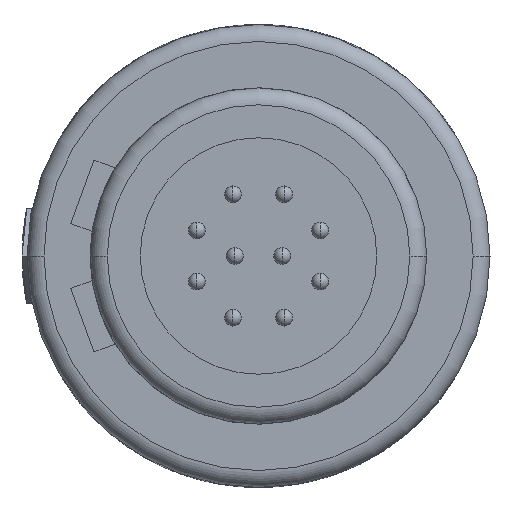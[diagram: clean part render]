
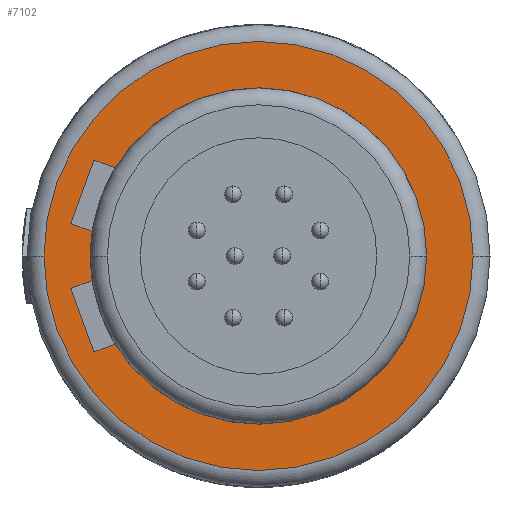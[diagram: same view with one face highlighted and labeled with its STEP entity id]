
A CAD part, left-side view. The second image highlights one B-rep face of the part: STEP entity #7102.
In plain terms, the highlighted planar face has unit normal (-1, 0, 0).
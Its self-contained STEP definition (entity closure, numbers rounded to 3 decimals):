
#1964=CARTESIAN_POINT('',(-6.7,0.,0.));
#1965=DIRECTION('',(-1.,0.,0.));
#1966=DIRECTION('',(0.,-1.,0.));
#1967=AXIS2_PLACEMENT_3D('',#1964,#1965,#1966);
#1969=CARTESIAN_POINT('',(-6.7,0.,0.));
#1970=DIRECTION('',(-1.,0.,0.));
#1971=DIRECTION('',(0.,1.,0.));
#1972=AXIS2_PLACEMENT_3D('',#1969,#1970,#1971);
#1974=DIRECTION('',(0.,0.94,-0.342));
#1975=VECTOR('',#1974,0.677);
#1976=CARTESIAN_POINT('',(-6.7,4.238,-2.607));
#1977=LINE('',#1976,#1975);
#1978=DIRECTION('',(0.,0.94,0.342));
#1979=VECTOR('',#1978,0.677);
#1980=CARTESIAN_POINT('',(-6.7,4.238,2.607));
#1981=LINE('',#1980,#1979);
#1982=DIRECTION('',(0.,-0.342,0.94));
#1983=VECTOR('',#1982,2.);
#1984=CARTESIAN_POINT('',(-6.7,5.557,0.959));
#1985=LINE('',#1984,#1983);
#1986=DIRECTION('',(0.,0.94,0.342));
#1987=VECTOR('',#1986,0.677);
#1988=CARTESIAN_POINT('',(-6.7,4.922,0.727));
#1989=LINE('',#1988,#1987);
#1990=DIRECTION('',(0.,0.94,-0.342));
#1991=VECTOR('',#1990,0.677);
#1992=CARTESIAN_POINT('',(-6.7,4.922,-0.727));
#1993=LINE('',#1992,#1991);
#1994=DIRECTION('',(0.,0.342,0.94));
#1995=VECTOR('',#1994,2.);
#1996=CARTESIAN_POINT('',(-6.7,4.873,-2.838));
#1997=LINE('',#1996,#1995);
#2032=CARTESIAN_POINT('',(-6.7,0.,0.));
#2033=DIRECTION('',(-1.,0.,0.));
#2034=DIRECTION('',(0.,1.,0.));
#2035=AXIS2_PLACEMENT_3D('',#2032,#2033,#2034);
#2050=CARTESIAN_POINT('',(-6.7,0.,0.));
#2051=DIRECTION('',(-1.,0.,0.));
#2052=DIRECTION('',(0.,0.852,-0.524));
#2053=AXIS2_PLACEMENT_3D('',#2050,#2051,#2052);
#2072=CARTESIAN_POINT('',(-6.7,0.,0.));
#2073=DIRECTION('',(1.,0.,0.));
#2074=DIRECTION('',(0.,0.852,0.524));
#2075=AXIS2_PLACEMENT_3D('',#2072,#2073,#2074);
#2082=CARTESIAN_POINT('',(-6.7,0.,0.));
#2083=DIRECTION('',(1.,0.,0.));
#2084=DIRECTION('',(0.,1.,0.));
#2085=AXIS2_PLACEMENT_3D('',#2082,#2083,#2084);
#3852=CARTESIAN_POINT('',(-6.7,-6.35,0.));
#3853=CARTESIAN_POINT('',(-6.7,6.35,0.));
#3854=VERTEX_POINT('',#3852);
#3855=VERTEX_POINT('',#3853);
#3868=CARTESIAN_POINT('',(-6.7,4.975,0.));
#3869=VERTEX_POINT('',#3868);
#3870=CARTESIAN_POINT('',(-6.7,-4.975,0.));
#3871=VERTEX_POINT('',#3870);
#4489=CARTESIAN_POINT('',(-6.7,4.873,2.838));
#4490=VERTEX_POINT('',#4489);
#4493=CARTESIAN_POINT('',(-6.7,5.557,0.959));
#4494=VERTEX_POINT('',#4493);
#4501=CARTESIAN_POINT('',(-6.7,4.873,-2.838));
#4502=VERTEX_POINT('',#4501);
#4505=CARTESIAN_POINT('',(-6.7,5.557,-0.959));
#4506=VERTEX_POINT('',#4505);
#4509=CARTESIAN_POINT('',(-6.7,4.922,0.727));
#4510=VERTEX_POINT('',#4509);
#4511=CARTESIAN_POINT('',(-6.7,4.238,2.607));
#4512=VERTEX_POINT('',#4511);
#4513=CARTESIAN_POINT('',(-6.7,4.238,-2.607));
#4514=VERTEX_POINT('',#4513);
#4515=CARTESIAN_POINT('',(-6.7,4.922,-0.727));
#4516=VERTEX_POINT('',#4515);
#7070=CARTESIAN_POINT('',(-6.7,0.,0.));
#7071=DIRECTION('',(1.,0.,0.));
#7072=DIRECTION('',(0.,-1.,0.));
#7073=AXIS2_PLACEMENT_3D('',#7070,#7071,#7072);
#7074=PLANE('',#7073);
#7076=ORIENTED_EDGE('',*,*,#7075,.F.);
#7077=ORIENTED_EDGE('',*,*,#7053,.F.);
#7078=EDGE_LOOP('',(#7076,#7077));
#7079=FACE_OUTER_BOUND('',#7078,.F.);
#7081=ORIENTED_EDGE('',*,*,#7080,.F.);
#7083=ORIENTED_EDGE('',*,*,#7082,.T.);
#7085=ORIENTED_EDGE('',*,*,#7084,.F.);
#7087=ORIENTED_EDGE('',*,*,#7086,.T.);
#7089=ORIENTED_EDGE('',*,*,#7088,.F.);
#7091=ORIENTED_EDGE('',*,*,#7090,.F.);
#7093=ORIENTED_EDGE('',*,*,#7092,.F.);
#7095=ORIENTED_EDGE('',*,*,#7094,.T.);
#7097=ORIENTED_EDGE('',*,*,#7096,.T.);
#7099=ORIENTED_EDGE('',*,*,#7098,.F.);
#7100=EDGE_LOOP('',(#7081,#7083,#7085,#7087,#7089,#7091,#7093,#7095,#7097,
#7099));
#7101=FACE_BOUND('',#7100,.F.);
#1968=CIRCLE('',#1967,6.35);
#1973=CIRCLE('',#1972,6.35);
#2036=CIRCLE('',#2035,4.975);
#2054=CIRCLE('',#2053,4.975);
#2076=CIRCLE('',#2075,4.975);
#2086=CIRCLE('',#2085,4.975);
#7053=EDGE_CURVE('',#3855,#3854,#1973,.T.);
#7075=EDGE_CURVE('',#3854,#3855,#1968,.T.);
#7080=EDGE_CURVE('',#4514,#4502,#1977,.T.);
#7082=EDGE_CURVE('',#4514,#3871,#2054,.T.);
#7084=EDGE_CURVE('',#4512,#3871,#2076,.T.);
#7086=EDGE_CURVE('',#4512,#4490,#1981,.T.);
#7088=EDGE_CURVE('',#4494,#4490,#1985,.T.);
#7090=EDGE_CURVE('',#4510,#4494,#1989,.T.);
#7092=EDGE_CURVE('',#3869,#4510,#2086,.T.);
#7094=EDGE_CURVE('',#3869,#4516,#2036,.T.);
#7096=EDGE_CURVE('',#4516,#4506,#1993,.T.);
#7098=EDGE_CURVE('',#4502,#4506,#1997,.T.);
#7102=ADVANCED_FACE('',(#7079,#7101),#7074,.F.);
